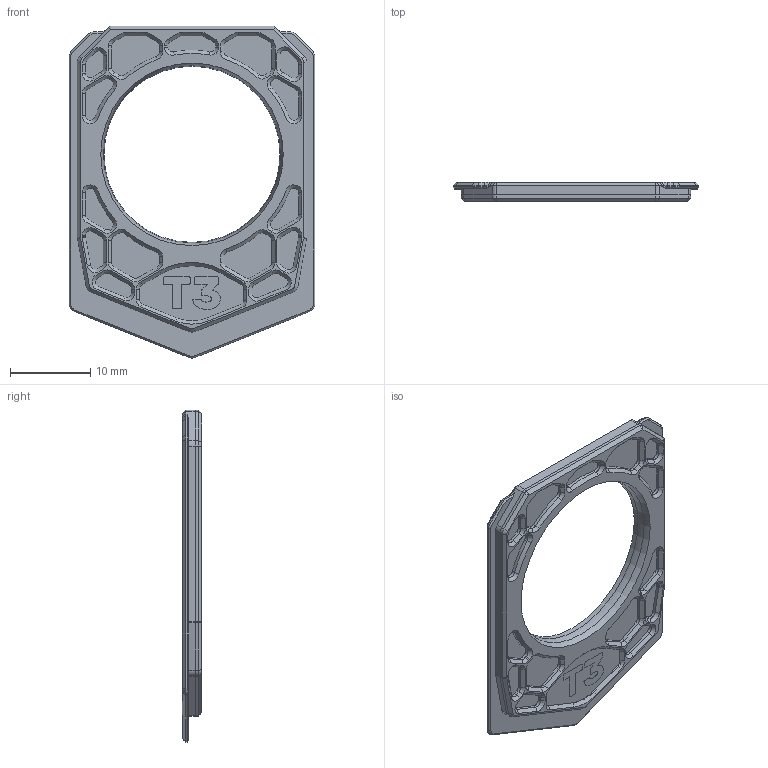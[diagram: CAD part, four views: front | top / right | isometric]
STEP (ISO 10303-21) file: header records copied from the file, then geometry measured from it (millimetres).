
FILE_DESCRIPTION(/* description */ (''),/* implementation_level */ '2;1');
FILE_NAME(/* name */ 'T3 v7.step',/* time_stamp */ '2025-07-25T03:47:11+02:00',/* author */ (''),/* organization */ (''),/* preprocessor_version */ 'ST-DEVELOPER v20.1',/* originating_system */ 'Autodesk Translation Framework v14.4.0.0',/* authorisation */ '');
FILE_SCHEMA (('AUTOMOTIVE_DESIGN { 1 0 10303 214 3 1 1 }'));
Length unit declared in the file: millimetre
Products named in the file (2): Open_Grill; Component2
Assembly tree (1 placements, depth 2):
  Open_Grill
    Component2
Bounding box: 30.6 x 2.4 x 41.4 mm (x, y, z)
Volume: 1323 mm3; surface area: 2965.4 mm2
Topology: 4 solids, 5 shells, 739 faces, 1930 edges, 1204 vertices
Faces by surface type: plane 272, bspline 232, cylinder 121, cone 112, torus 2
Full cylindrical faces by diameter (mm): 5.4 x2, 21.962 x1
Entity records: 31064 total; most frequent: CARTESIAN_POINT 14283, ORIENTED_EDGE 3860, DIRECTION 2814, EDGE_CURVE 1930, VERTEX_POINT 1204, LINE 1028, VECTOR 1028, AXIS2_PLACEMENT_3D 893
